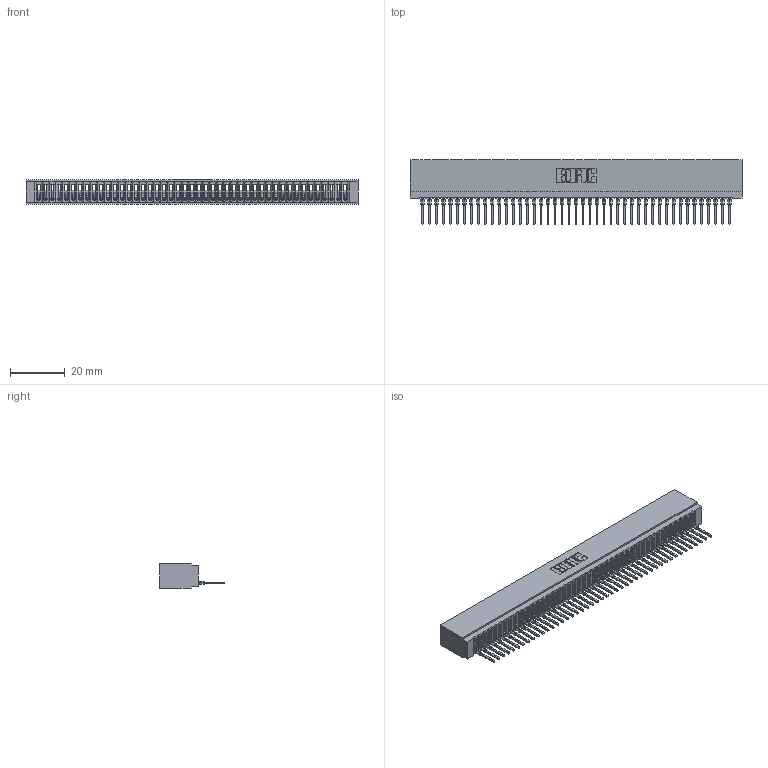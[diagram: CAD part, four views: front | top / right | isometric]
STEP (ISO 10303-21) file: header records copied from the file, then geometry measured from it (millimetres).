
FILE_DESCRIPTION (( 'STEP AP203' ), '1' );
FILE_NAME ('725-045-522-101.STEP', '2026-03-05T22:53:42', ( '' ), ( '' ), 'SwSTEP 2.0', 'SolidWorks 2023', '' );
FILE_SCHEMA (( 'CONFIG_CONTROL_DESIGN' ));
Length unit declared in the file: millimetre
Products named in the file (3): 745-292-001_522; 725-045-522-101; 725 Part_Insulator Option - 01
Assembly tree (46 placements, depth 2):
  725-045-522-101
    725 Part_Insulator Option - 01
    745-292-001_522  x45
Bounding box: 120.9 x 23.51 x 8.89 mm (x, y, z)
Volume: 9179.5 mm3; surface area: 17839.8 mm2
Topology: 46 solids, 46 shells, 5135 faces, 14114 edges, 8898 vertices
Faces by surface type: plane 3070, bspline 900, cylinder 895, torus 270
Entity records: 73873 total; most frequent: CARTESIAN_POINT 13518, ORIENTED_EDGE 13004, DIRECTION 11270, EDGE_CURVE 6502, VECTOR 6050, LINE 6050, VERTEX_POINT 4146, AXIS2_PLACEMENT_3D 2610
